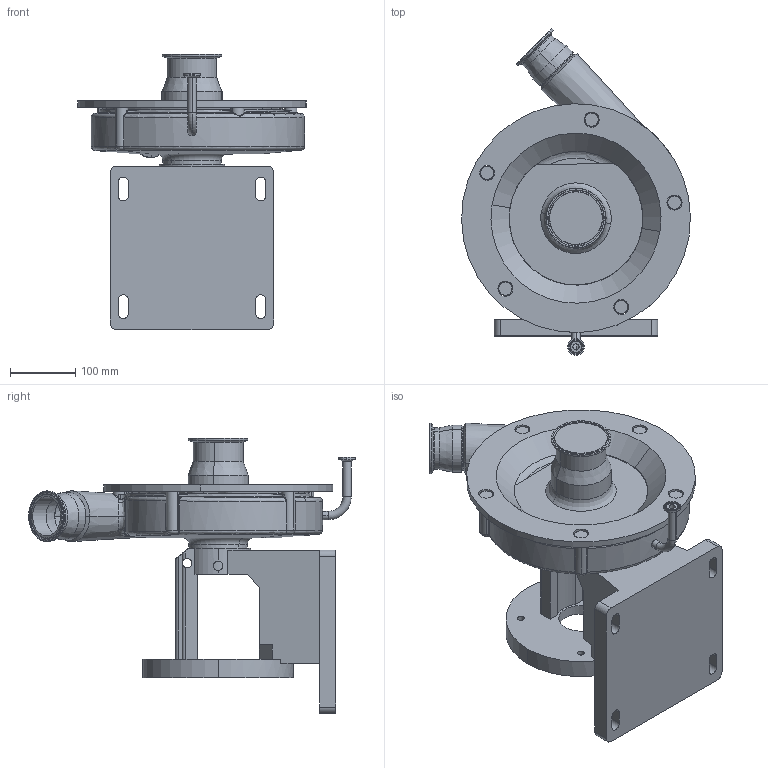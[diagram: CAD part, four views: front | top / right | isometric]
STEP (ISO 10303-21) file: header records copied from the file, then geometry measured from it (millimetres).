
FILE_DESCRIPTION (( 'STEP AP214' ), '1' );
FILE_NAME ('FP 355 210TC 45L 1-2 In ELBOW FRONT.STEP', '2010-02-22T19:34:50', ( ' ' ), ( '' ), 'SwSTEP 2.0', 'SolidWorks 2010', '' );
FILE_SCHEMA (( 'AUTOMOTIVE_DESIGN' ));
Length unit declared in the file: millimetre
Products named in the file (2): FP 355 210TC 45L 1-2 In ELBOW FRONT; FP 355 210TC 45L 1-2 In ELBOW FRONT^1275000122
Assembly tree (1 placements, depth 2):
  FP 355 210TC 45L 1-2 In ELBOW FRONT
    FP 355 210TC 45L 1-2 In ELBOW FRONT^1275000122
Bounding box: 349.95 x 499.4 x 420.65 mm (x, y, z)
Volume: 10634612.9 mm3; surface area: 811058.5 mm2
Topology: 2 solids, 2 shells, 447 faces, 1152 edges, 707 vertices
Faces by surface type: cylinder 153, bspline 102, plane 99, torus 46, cone 41, sphere 6
Entity records: 37845 total; most frequent: CARTESIAN_POINT 27302, ORIENTED_EDGE 2294, DIRECTION 2083, EDGE_CURVE 1147, AXIS2_PLACEMENT_3D 852, VERTEX_POINT 707, CIRCLE 503, EDGE_LOOP 488
